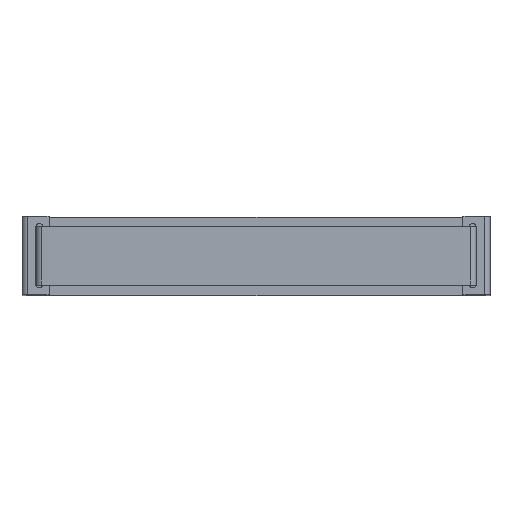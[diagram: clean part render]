
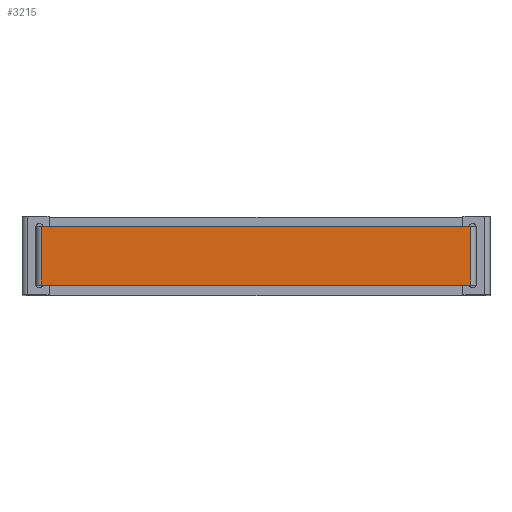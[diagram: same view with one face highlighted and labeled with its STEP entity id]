
A CAD part, top view. The second image highlights one B-rep face of the part: STEP entity #3215.
In plain terms, the highlighted planar face has unit normal (0, 0, 1).
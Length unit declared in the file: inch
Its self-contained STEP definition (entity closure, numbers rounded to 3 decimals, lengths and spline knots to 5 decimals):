
#50 = CARTESIAN_POINT ( 'NONE',  ( 5.594, 0.75, 11.97 ) ) ;
#67 = LINE ( 'NONE', #83, #1061 ) ;
#83 = CARTESIAN_POINT ( 'NONE',  ( 5.594, 0.75, 11.97 ) ) ;
#127 = DIRECTION ( 'NONE',  ( 0., 0., 1. ) ) ;
#182 = AXIS2_PLACEMENT_3D ( 'NONE', #50, #127, #2472 ) ;
#343 = ORIENTED_EDGE ( 'NONE', *, *, #2230, .T. ) ;
#458 = VERTEX_POINT ( 'NONE', #3670 ) ;
#540 = VERTEX_POINT ( 'NONE', #1906 ) ;
#627 = ORIENTED_EDGE ( 'NONE', *, *, #2118, .T. ) ;
#659 = VERTEX_POINT ( 'NONE', #3168 ) ;
#793 = CARTESIAN_POINT ( 'NONE',  ( 5.45726, -0.75, 11.97 ) ) ;
#961 = FACE_OUTER_BOUND ( 'NONE', #3849, .T. ) ;
#1052 = ORIENTED_EDGE ( 'NONE', *, *, #2543, .T. ) ;
#1061 = VECTOR ( 'NONE', #1280, 39.37008 ) ;
#1193 = CARTESIAN_POINT ( 'NONE',  ( -5.45726, 0.75, 11.97 ) ) ;
#1216 = DIRECTION ( 'NONE',  ( 0., -1., 0. ) ) ;
#1280 = DIRECTION ( 'NONE',  ( -1., 0., 0. ) ) ;
#1356 = CARTESIAN_POINT ( 'NONE',  ( 5.594, -0.75, 11.97 ) ) ;
#1629 = PLANE ( 'NONE',  #182 ) ;
#1874 = VERTEX_POINT ( 'NONE', #793 ) ;
#1906 = CARTESIAN_POINT ( 'NONE',  ( -5.45726, -0.75, 11.97 ) ) ;
#2072 = EDGE_CURVE ( 'NONE', #458, #540, #2099, .T. ) ;
#2099 = LINE ( 'NONE', #1193, #3732 ) ;
#2118 = EDGE_CURVE ( 'NONE', #1874, #659, #3426, .T. ) ;
#2149 = VECTOR ( 'NONE', #2840, 39.37008 ) ;
#2230 = EDGE_CURVE ( 'NONE', #659, #458, #67, .T. ) ;
#2334 = VECTOR ( 'NONE', #3720, 39.37008 ) ;
#2453 = ORIENTED_EDGE ( 'NONE', *, *, #2072, .T. ) ;
#2472 = DIRECTION ( 'NONE',  ( -1., 0., 0. ) ) ;
#2503 = CARTESIAN_POINT ( 'NONE',  ( 5.45726, 0.75, 11.97 ) ) ;
#2543 = EDGE_CURVE ( 'NONE', #540, #1874, #3522, .T. ) ;
#2840 = DIRECTION ( 'NONE',  ( 1., 0., 0. ) ) ;
#3168 = CARTESIAN_POINT ( 'NONE',  ( 5.45726, 0.75, 11.97 ) ) ;
#3215 = ADVANCED_FACE ( 'NONE', ( #961 ), #1629, .T. ) ;
#3426 = LINE ( 'NONE', #2503, #2334 ) ;
#3522 = LINE ( 'NONE', #1356, #2149 ) ;
#3670 = CARTESIAN_POINT ( 'NONE',  ( -5.45726, 0.75, 11.97 ) ) ;
#3720 = DIRECTION ( 'NONE',  ( 0., 1., 0. ) ) ;
#3732 = VECTOR ( 'NONE', #1216, 39.37008 ) ;
#3849 = EDGE_LOOP ( 'NONE', ( #343, #2453, #1052, #627 ) ) ;
